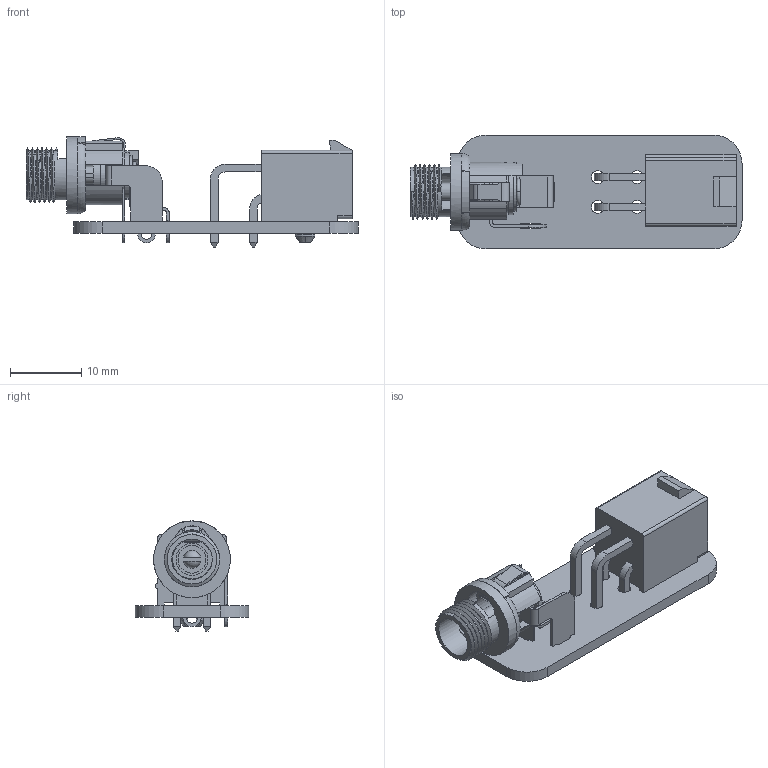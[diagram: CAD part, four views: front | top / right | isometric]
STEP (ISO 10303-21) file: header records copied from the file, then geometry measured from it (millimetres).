
FILE_DESCRIPTION(('KiCad electronic assembly'),'2;1');
FILE_NAME('PowerJack-adapter.step','2024-06-05T13:47:34',('Pcbnew'),( 'Kicad'),'Open CASCADE STEP processor 7.7','KiCad to STEP converter' ,'Unknown');
FILE_SCHEMA(('AUTOMOTIVE_DESIGN { 1 0 10303 214 1 1 1 1 }'));
Length unit declared in the file: millimetre
Products named in the file (13): PowerJack-adapter 1; KLDLX-0202-B; Part 8; Part 1; Part 2; Part 3; Part 4; Part 5; Part 6; Part 7; 0039301040; PowerJack-adapter_PCB
Assembly tree (12 placements, depth 3):
  PowerJack-adapter 1
    KLDLX-0202-B
      Part 8
      Part 1
      Part 2
      Part 3
      Part 4
      Part 5
      Part 6
      Part 7
    0039301040
      0039301040
    PowerJack-adapter_PCB
Bounding box: 46.7 x 16 x 15.5 mm (x, y, z)
Volume: 2342.7 mm3; surface area: 4789.9 mm2
Topology: 10 solids, 10 shells, 374 faces, 1003 edges, 663 vertices
Faces by surface type: plane 234, cylinder 121, torus 10, cone 4, sphere 3, bspline 2
Full cylindrical faces by diameter (mm): 1.5 x3, 1.8 x4, 2 x1, 2.5 x6, 3 x1, 3.9 x1, 4.5 x1, 5.7 x1, 6.4 x1, 10.8 x1
Entity records: 13753 total; most frequent: CARTESIAN_POINT 4183, ORIENTED_EDGE 2004, DIRECTION 1826, EDGE_CURVE 1002, VERTEX_POINT 663, AXIS2_PLACEMENT_3D 661, LINE 504, VECTOR 504
